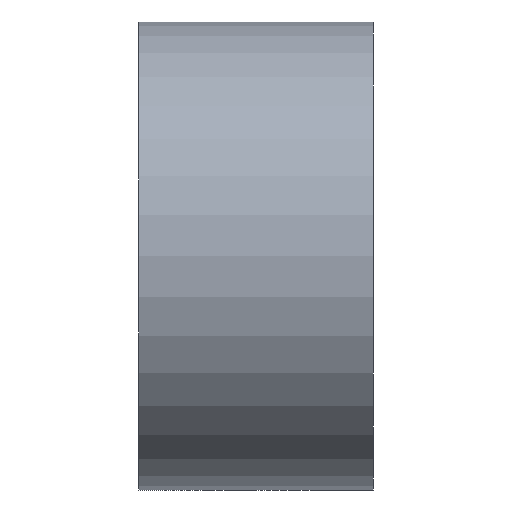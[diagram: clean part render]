
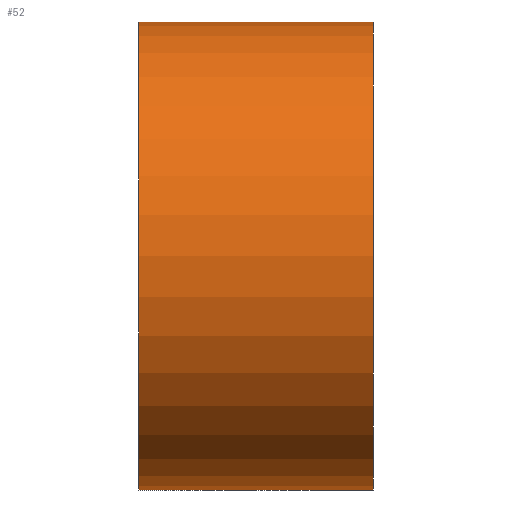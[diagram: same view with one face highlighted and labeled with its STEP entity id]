
A CAD part, front view. The second image highlights one B-rep face of the part: STEP entity #52.
In plain terms, the highlighted cylindrical face has radius 15 mm (diameter 30 mm), a partial arc.
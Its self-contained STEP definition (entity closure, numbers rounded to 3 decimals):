
#16 = FACE_OUTER_BOUND ( 'NONE', #17, .T. ) ;
#17 = EDGE_LOOP ( 'NONE', ( #174, #205, #173, #209 ) ) ;
#25 = VECTOR ( 'NONE', #65, 1000. ) ;
#32 = LINE ( 'NONE', #114, #41 ) ;
#41 = VECTOR ( 'NONE', #99, 1000. ) ;
#43 = CIRCLE ( 'NONE', #266, 15. ) ;
#52 = ADVANCED_FACE ( 'NONE', ( #16 ), #164, .T. ) ;
#53 = CARTESIAN_POINT ( 'NONE',  ( -15., 0., 15. ) ) ;
#58 = CARTESIAN_POINT ( 'NONE',  ( 0., 0., 0. ) ) ;
#65 = DIRECTION ( 'NONE',  ( 1., 0., 0. ) ) ;
#82 = DIRECTION ( 'NONE',  ( 0., 0., -1. ) ) ;
#83 = DIRECTION ( 'NONE',  ( 1., 0., 0. ) ) ;
#89 = DIRECTION ( 'NONE',  ( 0., 0., -1. ) ) ;
#90 = CARTESIAN_POINT ( 'NONE',  ( -15., 0., -15. ) ) ;
#92 = CARTESIAN_POINT ( 'NONE',  ( 0., 0., -15. ) ) ;
#99 = DIRECTION ( 'NONE',  ( 1., 0., 0. ) ) ;
#105 = DIRECTION ( 'NONE',  ( 0., 0., -1. ) ) ;
#107 = DIRECTION ( 'NONE',  ( 1., 0., 0. ) ) ;
#108 = DIRECTION ( 'NONE',  ( 1., 0., 0. ) ) ;
#109 = CARTESIAN_POINT ( 'NONE',  ( 0., 0., 0. ) ) ;
#114 = CARTESIAN_POINT ( 'NONE',  ( 0., 0., -15. ) ) ;
#119 = CARTESIAN_POINT ( 'NONE',  ( -15., 0., 0. ) ) ;
#137 = CARTESIAN_POINT ( 'NONE',  ( 0., 0., 15. ) ) ;
#150 = CARTESIAN_POINT ( 'NONE',  ( 0., 0., 15. ) ) ;
#157 = VERTEX_POINT ( 'NONE', #90 ) ;
#162 = LINE ( 'NONE', #150, #25 ) ;
#164 = CYLINDRICAL_SURFACE ( 'NONE', #258, 15. ) ;
#165 = VERTEX_POINT ( 'NONE', #92 ) ;
#166 = VERTEX_POINT ( 'NONE', #53 ) ;
#173 = ORIENTED_EDGE ( 'NONE', *, *, #285, .T. ) ;
#174 = ORIENTED_EDGE ( 'NONE', *, *, #261, .F. ) ;
#192 = VERTEX_POINT ( 'NONE', #137 ) ;
#205 = ORIENTED_EDGE ( 'NONE', *, *, #288, .T. ) ;
#209 = ORIENTED_EDGE ( 'NONE', *, *, #279, .F. ) ;
#254 = AXIS2_PLACEMENT_3D ( 'NONE', #109, #107, #105 ) ;
#258 = AXIS2_PLACEMENT_3D ( 'NONE', #58, #108, #89 ) ;
#261 = EDGE_CURVE ( 'NONE', #166, #192, #162, .T. ) ;
#266 = AXIS2_PLACEMENT_3D ( 'NONE', #119, #83, #82 ) ;
#279 = EDGE_CURVE ( 'NONE', #192, #165, #297, .T. ) ;
#285 = EDGE_CURVE ( 'NONE', #157, #165, #32, .T. ) ;
#288 = EDGE_CURVE ( 'NONE', #166, #157, #43, .T. ) ;
#297 = CIRCLE ( 'NONE', #254, 15. ) ;
